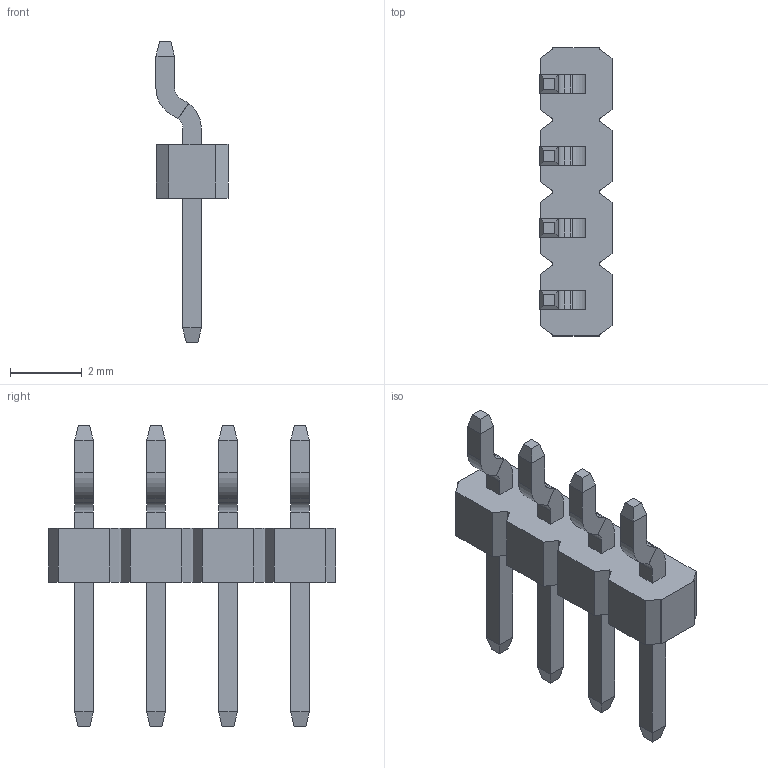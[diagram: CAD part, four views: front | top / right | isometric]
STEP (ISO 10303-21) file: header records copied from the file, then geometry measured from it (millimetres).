
FILE_DESCRIPTION(('FreeCAD Model'),'2;1');
FILE_NAME('Open CASCADE Shape Model','2022-06-16T06:41:14',( 'Alberto Medrano'),('codeA, C.A.'),'Open CASCADE STEP processor 7.5' ,'FreeCAD','Unknown');
FILE_SCHEMA(('AUTOMOTIVE_DESIGN { 1 0 10303 214 1 1 1 1 }'));
Length unit declared in the file: millimetre
Products named in the file (1): 10112684-G03-04ULFC
Bounding box: 2 x 8 x 8.35 mm (x, y, z)
Volume: 30 mm3; surface area: 119.3 mm2
Topology: 1 solids, 1 shells, 162 faces, 412 edges, 264 vertices
Faces by surface type: plane 138, cylinder 24
Entity records: 10505 total; most frequent: CARTESIAN_POINT 1807, DIRECTION 1586, LINE 1140, VECTOR 1140, ORIENTED_EDGE 824, PCURVE 824, DEFINITIONAL_REPRESENTATION 824, EDGE_CURVE 412
